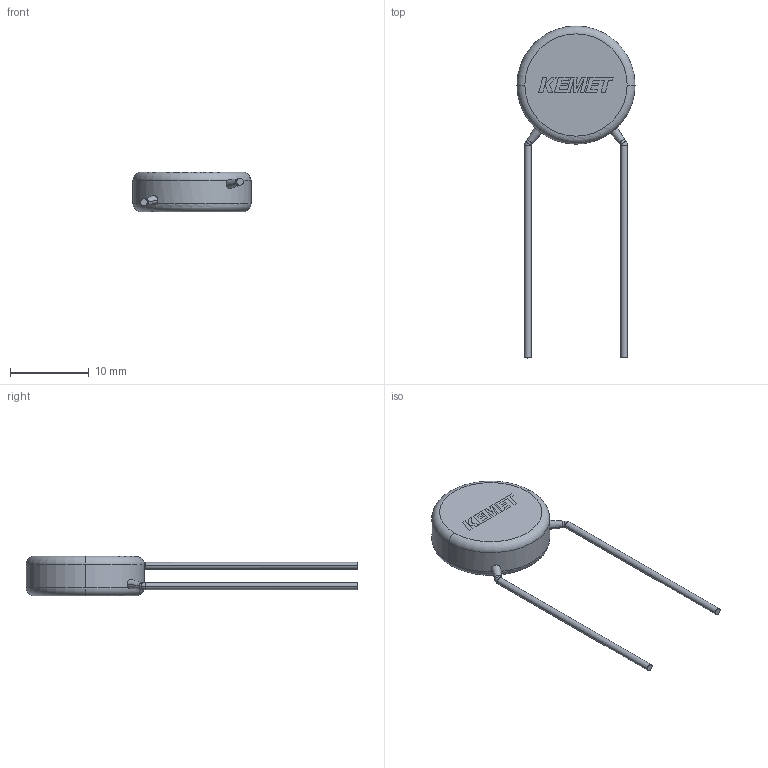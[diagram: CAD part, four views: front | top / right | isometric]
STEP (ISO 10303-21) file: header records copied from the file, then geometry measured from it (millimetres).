
FILE_DESCRIPTION (( 'STEP AP214' ), '1' );
FILE_NAME ('CCD_KST_15X5_D15T5S12.5LL27F0.85G3V2.6.STEP', '2019-11-07T17:13:22', ( '' ), ( '' ), 'SwSTEP 2.0', 'SolidWorks 2014', '' );
FILE_SCHEMA (( 'AUTOMOTIVE_DESIGN' ));
Length unit declared in the file: millimetre
Products named in the file (1): CCD_KST_15X5_D15T5S12.5LL27F0.85G3V2.6
Bounding box: 15 x 42.17 x 5 mm (x, y, z)
Volume: 898.1 mm3; surface area: 726.1 mm2
Topology: 4 solids, 4 shells, 83 faces, 219 edges, 144 vertices
Faces by surface type: plane 61, cylinder 10, torus 8, cone 4
Entity records: 3555 total; most frequent: CARTESIAN_POINT 495, ORIENTED_EDGE 438, DIRECTION 423, EDGE_CURVE 219, LINE 167, VECTOR 167, VERTEX_POINT 144, AXIS2_PLACEMENT_3D 128
